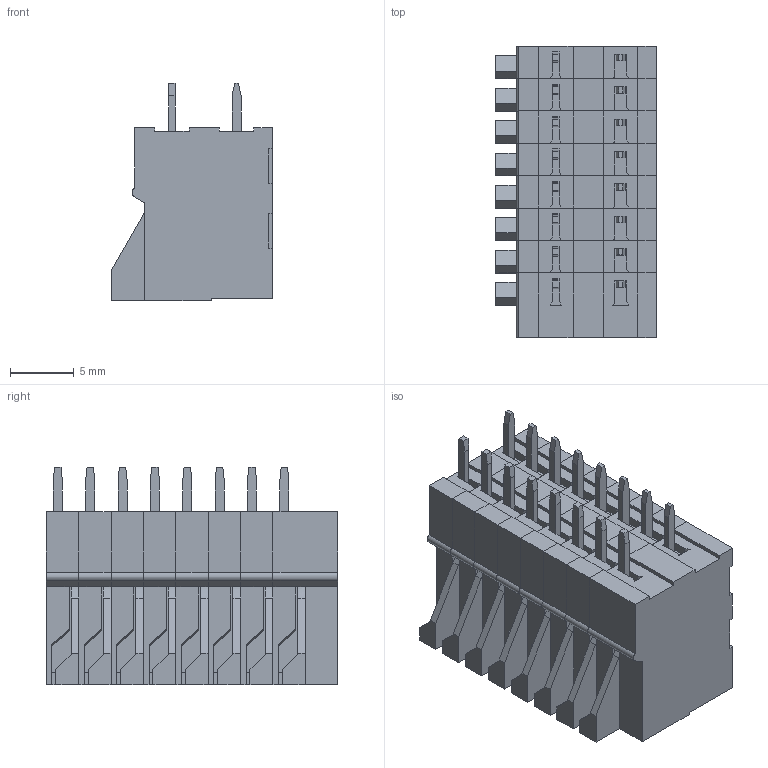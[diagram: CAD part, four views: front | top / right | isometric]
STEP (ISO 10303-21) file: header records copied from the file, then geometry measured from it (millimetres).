
FILE_DESCRIPTION((''),'2;1');
FILE_NAME('8','2020-06-03T',('P'),(''),'PRO/ENGINEER BY PARAMETRIC TECHNOLOGY CORPORATION, 2010280','PRO/ENGINEER BY PARAMETRIC TECHNOLOGY CORPORATION, 2010280','');
FILE_SCHEMA(('CONFIG_CONTROL_DESIGN'));
Length unit declared in the file: millimetre
Products named in the file (1): 8
Bounding box: 12.6 x 22.86 x 17.1 mm (x, y, z)
Volume: 3157.4 mm3; surface area: 4165.8 mm2
Topology: 8 solids, 22 shells, 1093 faces, 3065 edges, 2070 vertices
Faces by surface type: plane 989, cylinder 104
Entity records: 34893 total; most frequent: CARTESIAN_POINT 6228, ORIENTED_EDGE 6130, DIRECTION 5581, EDGE_CURVE 3065, VECTOR 2735, LINE 2735, VERTEX_POINT 2070, AXIS2_PLACEMENT_3D 1423
